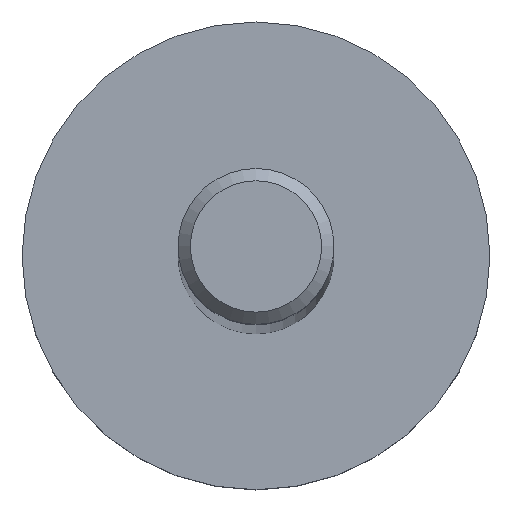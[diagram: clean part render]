
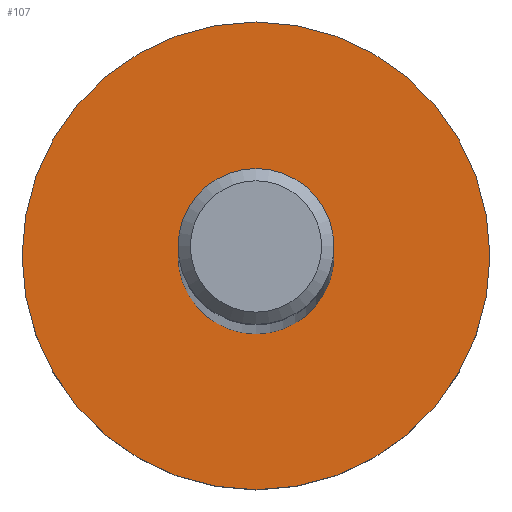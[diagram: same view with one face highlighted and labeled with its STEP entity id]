
A CAD part, top view. The second image highlights one B-rep face of the part: STEP entity #107.
In plain terms, the highlighted planar face has unit normal (0, 0, 1).
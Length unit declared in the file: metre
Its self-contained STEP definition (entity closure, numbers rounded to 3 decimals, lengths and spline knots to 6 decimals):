
#23=ORIENTED_EDGE('',*,*,#41,.F.);
#24=ORIENTED_EDGE('',*,*,#42,.T.);
#41=EDGE_CURVE('',#50,#50,#59,.T.);
#42=EDGE_CURVE('',#51,#51,#60,.T.);
#50=VERTEX_POINT('',#204);
#51=VERTEX_POINT('',#206);
#59=CIRCLE('',#137,0.003175);
#60=CIRCLE('',#138,0.009525);
#68=EDGE_LOOP('',(#23));
#69=EDGE_LOOP('',(#24));
#86=FACE_BOUND('',#68,.T.);
#87=FACE_BOUND('',#69,.T.);
#102=PLANE('',#136);
#107=ADVANCED_FACE('',(#86,#87),#102,.T.);
#136=AXIS2_PLACEMENT_3D('',#202,#167,#168);
#137=AXIS2_PLACEMENT_3D('',#203,#169,#170);
#138=AXIS2_PLACEMENT_3D('',#205,#171,#172);
#167=DIRECTION('',(0.,0.,1.));
#168=DIRECTION('',(1.,0.,0.));
#169=DIRECTION('',(0.,0.,1.));
#170=DIRECTION('',(1.,0.,0.));
#171=DIRECTION('',(0.,0.,1.));
#172=DIRECTION('',(1.,0.,0.));
#202=CARTESIAN_POINT('',(0.,0.,0.0025));
#203=CARTESIAN_POINT('',(0.,0.,0.0025));
#204=CARTESIAN_POINT('',(0.003175,0.,0.0025));
#205=CARTESIAN_POINT('',(0.,0.,0.0025));
#206=CARTESIAN_POINT('',(0.009525,0.,0.0025));
